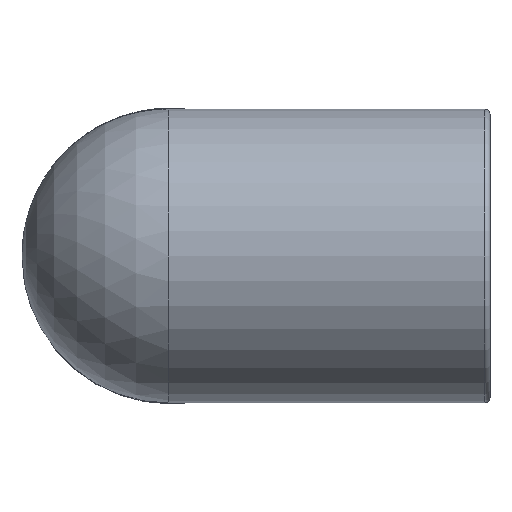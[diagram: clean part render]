
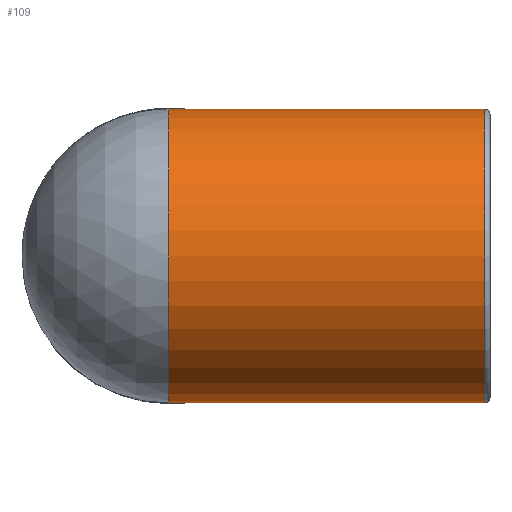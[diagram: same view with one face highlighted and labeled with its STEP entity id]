
A CAD part, left-side view. The second image highlights one B-rep face of the part: STEP entity #109.
In plain terms, the highlighted cylindrical face has radius 16.5 mm (diameter 33 mm), a full revolution.
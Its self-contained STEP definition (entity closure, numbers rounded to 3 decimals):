
#109 = ADVANCED_FACE( '', ( #223, #224 ), #225, .T. );
#223 = FACE_OUTER_BOUND( '', #329, .T. );
#224 = FACE_OUTER_BOUND( '', #330, .T. );
#225 = CYLINDRICAL_SURFACE( '', #331, 16.5 );
#329 = EDGE_LOOP( '', ( #555 ) );
#330 = EDGE_LOOP( '', ( #556, #557, #558, #559 ) );
#331 = AXIS2_PLACEMENT_3D( '', #560, #561, #562 );
#555 = ORIENTED_EDGE( '', *, *, #630, .F. );
#556 = ORIENTED_EDGE( '', *, *, #606, .F. );
#557 = ORIENTED_EDGE( '', *, *, #615, .T. );
#558 = ORIENTED_EDGE( '', *, *, #609, .F. );
#559 = ORIENTED_EDGE( '', *, *, #580, .F. );
#560 = CARTESIAN_POINT( '', ( 0., 0., 0. ) );
#561 = DIRECTION( '', ( 0., 1., 0. ) );
#562 = DIRECTION( '', ( 0., 0., -1. ) );
#580 = EDGE_CURVE( '', #678, #680, #681, .T. );
#606 = EDGE_CURVE( '', #719, #678, #721, .T. );
#609 = EDGE_CURVE( '', #680, #723, #725, .F. );
#615 = EDGE_CURVE( '', #719, #723, #732, .T. );
#630 = EDGE_CURVE( '', #752, #752, #753, .T. );
#678 = VERTEX_POINT( '', #811 );
#680 = VERTEX_POINT( '', #813 );
#681 = B_SPLINE_CURVE_WITH_KNOTS( '', 3, ( #814, #815, #816, #817, #818, #819, #820, #821, #822, #823, #824, #825, #826, #827, #828, #829, #830, #831, #832, #833, #834, #835, #836, #837, #838, #839, #840, #841, #842, #843, #844, #845, #846, #847, #848, #849, #850, #851, #852, #853, #854, #855, #856, #857, #858, #859, #860, #861, #862, #863, #864, #865, #866, #867, #868, #869, #870, #871, #872, #873, #874, #875, #876, #877, #878, #879, #880, #881, #882, #883, #884, #885 ), .UNSPECIFIED., .F., .F., ( 4, 2, 2, 2, 2, 2, 2, 2, 2, 2, 2, 2, 2, 2, 2, 2, 2, 2, 2, 2, 2, 2, 2, 2, 2, 2, 2, 2, 2, 2, 2, 2, 2, 2, 2, 4 ), ( 0., 0., 0.001, 0.002, 0.003, 0.004, 0.006, 0.008, 0.01, 0.011, 0.015, 0.019, 0.023, 0.024, 0.025, 0.027, 0.029, 0.031, 0.032, 0.033, 0.034, 0.036, 0.037, 0.038, 0.042, 0.044, 0.046, 0.048, 0.05, 0.053, 0.055, 0.057, 0.058, 0.059, 0.06, 0.061 ), .UNSPECIFIED. );
#719 = VERTEX_POINT( '', #935 );
#721 = LINE( '', #937, #938 );
#723 = VERTEX_POINT( '', #940 );
#725 = LINE( '', #942, #943 );
#732 = CIRCLE( '', #952, 16.5 );
#752 = VERTEX_POINT( '', #1039 );
#753 = CIRCLE( '', #1040, 16.5 );
#811 = CARTESIAN_POINT( '', ( 0., 33.969, 16.5 ) );
#813 = CARTESIAN_POINT( '', ( 0., 33.969, -16.5 ) );
#814 = CARTESIAN_POINT( '', ( 0., 33.969, 16.5 ) );
#815 = CARTESIAN_POINT( '', ( 0.162, 33.969, 16.5 ) );
#816 = CARTESIAN_POINT( '', ( 0.32, 33.95, 16.498 ) );
#817 = CARTESIAN_POINT( '', ( 0.631, 33.879, 16.489 ) );
#818 = CARTESIAN_POINT( '', ( 0.784, 33.827, 16.482 ) );
#819 = CARTESIAN_POINT( '', ( 1.228, 33.642, 16.457 ) );
#820 = CARTESIAN_POINT( '', ( 1.501, 33.483, 16.434 ) );
#821 = CARTESIAN_POINT( '', ( 2.03, 33.136, 16.377 ) );
#822 = CARTESIAN_POINT( '', ( 2.285, 32.947, 16.343 ) );
#823 = CARTESIAN_POINT( '', ( 2.784, 32.558, 16.265 ) );
#824 = CARTESIAN_POINT( '', ( 3.026, 32.358, 16.222 ) );
#825 = CARTESIAN_POINT( '', ( 3.742, 31.75, 16.077 ) );
#826 = CARTESIAN_POINT( '', ( 4.204, 31.334, 15.962 ) );
#827 = CARTESIAN_POINT( '', ( 5.113, 30.501, 15.695 ) );
#828 = CARTESIAN_POINT( '', ( 5.559, 30.083, 15.542 ) );
#829 = CARTESIAN_POINT( '', ( 6.44, 29.249, 15.199 ) );
#830 = CARTESIAN_POINT( '', ( 6.875, 28.832, 15.007 ) );
#831 = CARTESIAN_POINT( '', ( 7.734, 28.005, 14.583 ) );
#832 = CARTESIAN_POINT( '', ( 8.16, 27.592, 14.349 ) );
#833 = CARTESIAN_POINT( '', ( 9.411, 26.374, 13.588 ) );
#834 = CARTESIAN_POINT( '', ( 10.207, 25.594, 13.003 ) );
#835 = CARTESIAN_POINT( '', ( 11.719, 24.107, 11.659 ) );
#836 = CARTESIAN_POINT( '', ( 12.435, 23.401, 10.9 ) );
#837 = CARTESIAN_POINT( '', ( 13.767, 22.084, 9.161 ) );
#838 = CARTESIAN_POINT( '', ( 14.361, 21.496, 8.208 ) );
#839 = CARTESIAN_POINT( '', ( 14.993, 20.87, 6.895 ) );
#840 = CARTESIAN_POINT( '', ( 15.114, 20.75, 6.627 ) );
#841 = CARTESIAN_POINT( '', ( 15.343, 20.523, 6.076 ) );
#842 = CARTESIAN_POINT( '', ( 15.452, 20.415, 5.794 ) );
#843 = CARTESIAN_POINT( '', ( 15.755, 20.115, 4.939 ) );
#844 = CARTESIAN_POINT( '', ( 15.927, 19.944, 4.354 ) );
#845 = CARTESIAN_POINT( '', ( 16.208, 19.665, 3.152 ) );
#846 = CARTESIAN_POINT( '', ( 16.317, 19.557, 2.533 ) );
#847 = CARTESIAN_POINT( '', ( 16.464, 19.412, 1.268 ) );
#848 = CARTESIAN_POINT( '', ( 16.5, 19.376, 0.636 ) );
#849 = CARTESIAN_POINT( '', ( 16.5, 19.375, -0.626 ) );
#850 = CARTESIAN_POINT( '', ( 16.464, 19.411, -1.257 ) );
#851 = CARTESIAN_POINT( '', ( 16.355, 19.519, -2.203 ) );
#852 = CARTESIAN_POINT( '', ( 16.31, 19.564, -2.518 ) );
#853 = CARTESIAN_POINT( '', ( 16.202, 19.671, -3.138 ) );
#854 = CARTESIAN_POINT( '', ( 16.14, 19.733, -3.443 ) );
#855 = CARTESIAN_POINT( '', ( 15.929, 19.942, -4.347 ) );
#856 = CARTESIAN_POINT( '', ( 15.757, 20.113, -4.933 ) );
#857 = CARTESIAN_POINT( '', ( 15.454, 20.413, -5.789 ) );
#858 = CARTESIAN_POINT( '', ( 15.345, 20.521, -6.072 ) );
#859 = CARTESIAN_POINT( '', ( 15.116, 20.748, -6.622 ) );
#860 = CARTESIAN_POINT( '', ( 14.995, 20.868, -6.891 ) );
#861 = CARTESIAN_POINT( '', ( 14.364, 21.493, -8.202 ) );
#862 = CARTESIAN_POINT( '', ( 13.772, 22.079, -9.153 ) );
#863 = CARTESIAN_POINT( '', ( 12.774, 23.065, -10.458 ) );
#864 = CARTESIAN_POINT( '', ( 12.427, 23.408, -10.867 ) );
#865 = CARTESIAN_POINT( '', ( 11.712, 24.113, -11.634 ) );
#866 = CARTESIAN_POINT( '', ( 11.343, 24.477, -11.994 ) );
#867 = CARTESIAN_POINT( '', ( 10.584, 25.223, -12.668 ) );
#868 = CARTESIAN_POINT( '', ( 10.194, 25.606, -12.984 ) );
#869 = CARTESIAN_POINT( '', ( 9.395, 26.388, -13.573 ) );
#870 = CARTESIAN_POINT( '', ( 8.984, 26.789, -13.848 ) );
#871 = CARTESIAN_POINT( '', ( 7.729, 28.011, -14.61 ) );
#872 = CARTESIAN_POINT( '', ( 6.874, 28.838, -15.03 ) );
#873 = CARTESIAN_POINT( '', ( 5.556, 30.086, -15.543 ) );
#874 = CARTESIAN_POINT( '', ( 5.111, 30.503, -15.695 ) );
#875 = CARTESIAN_POINT( '', ( 4.206, 31.333, -15.962 ) );
#876 = CARTESIAN_POINT( '', ( 3.745, 31.747, -16.077 ) );
#877 = CARTESIAN_POINT( '', ( 3.031, 32.354, -16.221 ) );
#878 = CARTESIAN_POINT( '', ( 2.789, 32.553, -16.264 ) );
#879 = CARTESIAN_POINT( '', ( 2.293, 32.941, -16.342 ) );
#880 = CARTESIAN_POINT( '', ( 2.037, 33.131, -16.376 ) );
#881 = CARTESIAN_POINT( '', ( 1.503, 33.482, -16.434 ) );
#882 = CARTESIAN_POINT( '', ( 1.227, 33.642, -16.457 ) );
#883 = CARTESIAN_POINT( '', ( 0.634, 33.89, -16.49 ) );
#884 = CARTESIAN_POINT( '', ( 0.324, 33.969, -16.5 ) );
#885 = CARTESIAN_POINT( '', ( 0., 33.969, -16.5 ) );
#935 = CARTESIAN_POINT( '', ( 0., 36.125, 16.5 ) );
#937 = CARTESIAN_POINT( '', ( 0., 0., 16.5 ) );
#938 = VECTOR( '', #1123, 1000. );
#940 = CARTESIAN_POINT( '', ( 0., 36.125, -16.5 ) );
#942 = CARTESIAN_POINT( '', ( 0., 0., -16.5 ) );
#943 = VECTOR( '', #1127, 1000. );
#952 = AXIS2_PLACEMENT_3D( '', #1130, #1131, #1132 );
#1039 = CARTESIAN_POINT( '', ( 0., 0.6, -16.5 ) );
#1040 = AXIS2_PLACEMENT_3D( '', #1154, #1155, #1156 );
#1123 = DIRECTION( '', ( 0., -1., 0. ) );
#1127 = DIRECTION( '', ( 0., -1., 0. ) );
#1130 = CARTESIAN_POINT( '', ( 0., 36.125, 0. ) );
#1131 = DIRECTION( '', ( 0., -1., 0. ) );
#1132 = DIRECTION( '', ( 0., 0., -1. ) );
#1154 = CARTESIAN_POINT( '', ( 0., 0.6, 0. ) );
#1155 = DIRECTION( '', ( 0., -1., 0. ) );
#1156 = DIRECTION( '', ( 0., 0., -1. ) );
